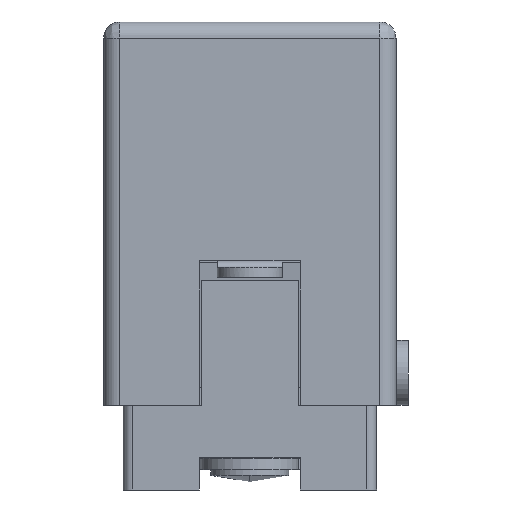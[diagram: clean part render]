
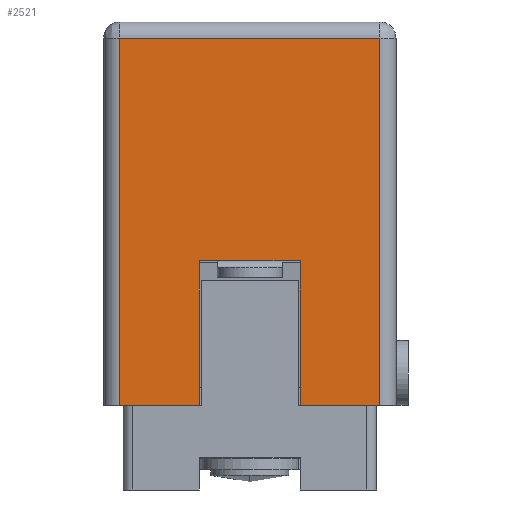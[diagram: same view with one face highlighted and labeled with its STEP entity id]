
A CAD part, front view. The second image highlights one B-rep face of the part: STEP entity #2521.
In plain terms, the highlighted planar face has unit normal (0, -1, 0).
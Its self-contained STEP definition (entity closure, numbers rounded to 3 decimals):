
#2 = LINE ( 'NONE', #6002, #5845 ) ;
#220 = VERTEX_POINT ( 'NONE', #3086 ) ;
#373 = CARTESIAN_POINT ( 'NONE',  ( 4., -6.5, -7.35 ) ) ;
#413 = DIRECTION ( 'NONE',  ( 1., 0., 0. ) ) ;
#577 = LINE ( 'NONE', #2607, #5944 ) ;
#666 = PLANE ( 'NONE',  #6256 ) ;
#838 = CARTESIAN_POINT ( 'NONE',  ( -1.55, -6.5, -11.8 ) ) ;
#940 = LINE ( 'NONE', #1416, #958 ) ;
#958 = VECTOR ( 'NONE', #413, 1000. ) ;
#972 = EDGE_CURVE ( 'NONE', #3575, #6152, #2683, .T. ) ;
#1076 = CARTESIAN_POINT ( 'NONE',  ( 4., -6.5, -11.8 ) ) ;
#1128 = DIRECTION ( 'NONE',  ( 0., 0., -1. ) ) ;
#1249 = ORIENTED_EDGE ( 'NONE', *, *, #6121, .T. ) ;
#1272 = VECTOR ( 'NONE', #6563, 1000. ) ;
#1416 = CARTESIAN_POINT ( 'NONE',  ( -0.25, -6.5, -0.5 ) ) ;
#1557 = VERTEX_POINT ( 'NONE', #838 ) ;
#1664 = CARTESIAN_POINT ( 'NONE',  ( 4., -6.5, -11.8 ) ) ;
#1838 = VECTOR ( 'NONE', #5362, 1000. ) ;
#2111 = CARTESIAN_POINT ( 'NONE',  ( 1.55, -6.5, -11.8 ) ) ;
#2134 = ORIENTED_EDGE ( 'NONE', *, *, #5334, .T. ) ;
#2137 = LINE ( 'NONE', #3772, #6045 ) ;
#2257 = VECTOR ( 'NONE', #1128, 1000. ) ;
#2278 = CARTESIAN_POINT ( 'NONE',  ( -4., -6.5, -0.5 ) ) ;
#2521 = ADVANCED_FACE ( 'NONE', ( #3693 ), #666, .T. ) ;
#2607 = CARTESIAN_POINT ( 'NONE',  ( 4., -6.5, -11.8 ) ) ;
#2670 = LINE ( 'NONE', #4654, #2257 ) ;
#2683 = LINE ( 'NONE', #2111, #5134 ) ;
#2705 = CARTESIAN_POINT ( 'NONE',  ( 4., -6.5, -11.8 ) ) ;
#2772 = LINE ( 'NONE', #373, #1838 ) ;
#2987 = ORIENTED_EDGE ( 'NONE', *, *, #4951, .T. ) ;
#3012 = DIRECTION ( 'NONE',  ( 1., 0., 0. ) ) ;
#3063 = DIRECTION ( 'NONE',  ( 0., 0., 1. ) ) ;
#3086 = CARTESIAN_POINT ( 'NONE',  ( -1.55, -6.5, -7.35 ) ) ;
#3115 = EDGE_LOOP ( 'NONE', ( #4222, #1249, #4209, #6000, #2987, #2134, #4185, #6450 ) ) ;
#3226 = CARTESIAN_POINT ( 'NONE',  ( 4., -6.5, -0.5 ) ) ;
#3455 = VERTEX_POINT ( 'NONE', #1664 ) ;
#3482 = EDGE_CURVE ( 'NONE', #4594, #5398, #2670, .T. ) ;
#3540 = EDGE_CURVE ( 'NONE', #220, #3575, #2772, .T. ) ;
#3575 = VERTEX_POINT ( 'NONE', #4329 ) ;
#3693 = FACE_OUTER_BOUND ( 'NONE', #3115, .T. ) ;
#3772 = CARTESIAN_POINT ( 'NONE',  ( 4., -6.5, -11.8 ) ) ;
#4185 = ORIENTED_EDGE ( 'NONE', *, *, #3540, .T. ) ;
#4209 = ORIENTED_EDGE ( 'NONE', *, *, #6389, .F. ) ;
#4222 = ORIENTED_EDGE ( 'NONE', *, *, #5498, .T. ) ;
#4329 = CARTESIAN_POINT ( 'NONE',  ( 1.55, -6.5, -7.35 ) ) ;
#4594 = VERTEX_POINT ( 'NONE', #2278 ) ;
#4654 = CARTESIAN_POINT ( 'NONE',  ( -4., -6.5, -11.8 ) ) ;
#4703 = DIRECTION ( 'NONE',  ( 0., 0., -1. ) ) ;
#4721 = DIRECTION ( 'NONE',  ( 0., 0., -1. ) ) ;
#4951 = EDGE_CURVE ( 'NONE', #5398, #1557, #577, .T. ) ;
#4995 = CARTESIAN_POINT ( 'NONE',  ( -4., -6.5, -11.8 ) ) ;
#5039 = LINE ( 'NONE', #1076, #1272 ) ;
#5134 = VECTOR ( 'NONE', #4703, 1000. ) ;
#5334 = EDGE_CURVE ( 'NONE', #1557, #220, #2, .T. ) ;
#5362 = DIRECTION ( 'NONE',  ( 1., 0., 0. ) ) ;
#5398 = VERTEX_POINT ( 'NONE', #4995 ) ;
#5498 = EDGE_CURVE ( 'NONE', #6152, #3455, #2137, .T. ) ;
#5801 = DIRECTION ( 'NONE',  ( 1., 0., 0. ) ) ;
#5828 = DIRECTION ( 'NONE',  ( 0., -1., 0. ) ) ;
#5845 = VECTOR ( 'NONE', #3063, 1000. ) ;
#5913 = VERTEX_POINT ( 'NONE', #3226 ) ;
#5944 = VECTOR ( 'NONE', #3012, 1000. ) ;
#6000 = ORIENTED_EDGE ( 'NONE', *, *, #3482, .T. ) ;
#6002 = CARTESIAN_POINT ( 'NONE',  ( -1.55, -6.5, -11.8 ) ) ;
#6045 = VECTOR ( 'NONE', #5801, 1000. ) ;
#6107 = CARTESIAN_POINT ( 'NONE',  ( 1.55, -6.5, -11.8 ) ) ;
#6121 = EDGE_CURVE ( 'NONE', #3455, #5913, #5039, .T. ) ;
#6152 = VERTEX_POINT ( 'NONE', #6107 ) ;
#6256 = AXIS2_PLACEMENT_3D ( 'NONE', #2705, #5828, #4721 ) ;
#6389 = EDGE_CURVE ( 'NONE', #4594, #5913, #940, .T. ) ;
#6450 = ORIENTED_EDGE ( 'NONE', *, *, #972, .T. ) ;
#6563 = DIRECTION ( 'NONE',  ( 0., 0., 1. ) ) ;
